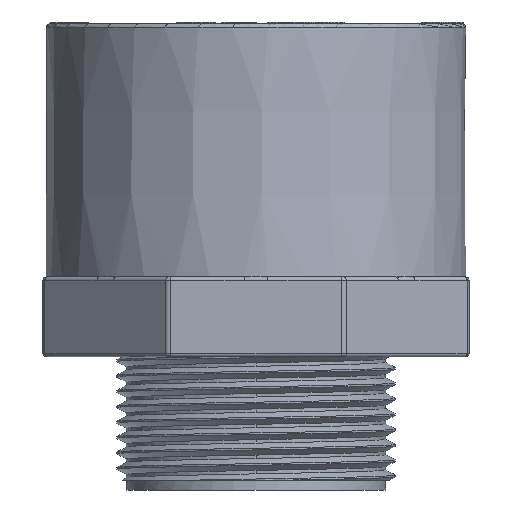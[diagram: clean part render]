
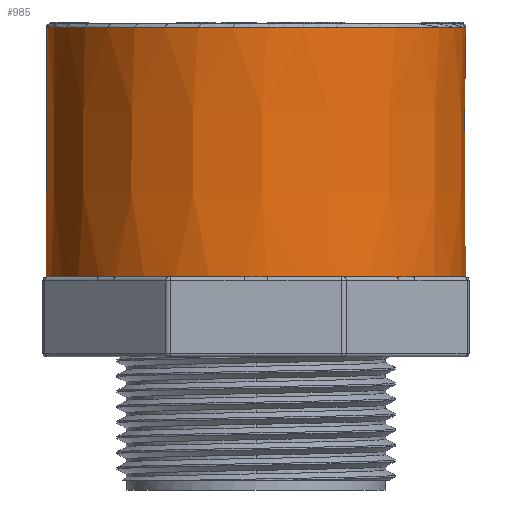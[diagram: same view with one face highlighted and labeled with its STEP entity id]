
A CAD part, left-side view. The second image highlights one B-rep face of the part: STEP entity #985.
In plain terms, the highlighted conical face has half-angle 0.075 degrees and reference radius 31.5 mm.
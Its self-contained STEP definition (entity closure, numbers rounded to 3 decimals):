
#55=CONICAL_SURFACE('',#15314,31.5,0.075);
#985=ADVANCED_FACE('',(#4264,#4265),#55,.T.);
#4155=CIRCLE('',#15269,31.55);
#4156=CIRCLE('',#15271,31.55);
#4157=CIRCLE('',#15272,31.55);
#4158=CIRCLE('',#15274,31.55);
#4159=CIRCLE('',#15275,31.55);
#4160=CIRCLE('',#15277,31.55);
#4161=CIRCLE('',#15278,31.55);
#4176=CIRCLE('',#15303,31.55);
#4177=CIRCLE('',#15304,31.55);
#4179=CIRCLE('',#15306,31.55);
#4180=CIRCLE('',#15307,31.55);
#4181=CIRCLE('',#15308,31.55);
#4182=CIRCLE('',#15309,31.55);
#4183=CIRCLE('',#15310,31.55);
#4184=CIRCLE('',#15311,31.55);
#4185=CIRCLE('',#15312,31.55);
#4186=CIRCLE('',#15313,31.501);
#4264=FACE_BOUND('',#4371,.T.);
#4265=FACE_BOUND('',#4372,.T.);
#4371=EDGE_LOOP('',(#5878,#5879,#5880,#5881,#5882,#5883,#5884,#5885,#5886,
#5887,#5888,#5889,#5890,#5891,#5892,#5893));
#4372=EDGE_LOOP('',(#5894));
#5878=ORIENTED_EDGE('',*,*,#12034,.F.);
#5879=ORIENTED_EDGE('',*,*,#12031,.F.);
#5880=ORIENTED_EDGE('',*,*,#12004,.F.);
#5881=ORIENTED_EDGE('',*,*,#12003,.F.);
#5882=ORIENTED_EDGE('',*,*,#12002,.F.);
#5883=ORIENTED_EDGE('',*,*,#12001,.F.);
#5884=ORIENTED_EDGE('',*,*,#12000,.F.);
#5885=ORIENTED_EDGE('',*,*,#11999,.F.);
#5886=ORIENTED_EDGE('',*,*,#11998,.F.);
#5887=ORIENTED_EDGE('',*,*,#12030,.F.);
#5888=ORIENTED_EDGE('',*,*,#12035,.F.);
#5889=ORIENTED_EDGE('',*,*,#12036,.F.);
#5890=ORIENTED_EDGE('',*,*,#12037,.F.);
#5891=ORIENTED_EDGE('',*,*,#12038,.F.);
#5892=ORIENTED_EDGE('',*,*,#12039,.F.);
#5893=ORIENTED_EDGE('',*,*,#12040,.F.);
#5894=ORIENTED_EDGE('',*,*,#12041,.T.);
#10402=VERTEX_POINT('',#22078);
#10403=VERTEX_POINT('',#22082);
#10408=VERTEX_POINT('',#22120);
#10409=VERTEX_POINT('',#22124);
#10412=VERTEX_POINT('',#22149);
#10418=VERTEX_POINT('',#22171);
#10425=VERTEX_POINT('',#22266);
#10426=VERTEX_POINT('',#22313);
#10440=VERTEX_POINT('',#24356);
#10441=VERTEX_POINT('',#24371);
#10443=VERTEX_POINT('',#24394);
#10444=VERTEX_POINT('',#24396);
#10445=VERTEX_POINT('',#24398);
#10446=VERTEX_POINT('',#24400);
#10447=VERTEX_POINT('',#24402);
#10448=VERTEX_POINT('',#24404);
#10449=VERTEX_POINT('',#24407);
#11998=EDGE_CURVE('',#10425,#10402,#4155,.T.);
#11999=EDGE_CURVE('',#10402,#10403,#4156,.T.);
#12000=EDGE_CURVE('',#10403,#10408,#4157,.T.);
#12001=EDGE_CURVE('',#10408,#10409,#4158,.T.);
#12002=EDGE_CURVE('',#10409,#10412,#4159,.T.);
#12003=EDGE_CURVE('',#10412,#10418,#4160,.T.);
#12004=EDGE_CURVE('',#10418,#10426,#4161,.T.);
#12030=EDGE_CURVE('',#10440,#10425,#4176,.T.);
#12031=EDGE_CURVE('',#10426,#10441,#4177,.T.);
#12034=EDGE_CURVE('',#10441,#10443,#4179,.T.);
#12035=EDGE_CURVE('',#10444,#10440,#4180,.T.);
#12036=EDGE_CURVE('',#10445,#10444,#4181,.T.);
#12037=EDGE_CURVE('',#10446,#10445,#4182,.T.);
#12038=EDGE_CURVE('',#10447,#10446,#4183,.T.);
#12039=EDGE_CURVE('',#10448,#10447,#4184,.T.);
#12040=EDGE_CURVE('',#10443,#10448,#4185,.T.);
#12041=EDGE_CURVE('',#10449,#10449,#4186,.T.);
#15269=AXIS2_PLACEMENT_3D('',#22267,#16306,#16307);
#15271=AXIS2_PLACEMENT_3D('',#22269,#16310,#16311);
#15272=AXIS2_PLACEMENT_3D('',#22282,#16312,#16313);
#15274=AXIS2_PLACEMENT_3D('',#22284,#16316,#16317);
#15275=AXIS2_PLACEMENT_3D('',#22297,#16318,#16319);
#15277=AXIS2_PLACEMENT_3D('',#22299,#16322,#16323);
#15278=AXIS2_PLACEMENT_3D('',#22312,#16324,#16325);
#15303=AXIS2_PLACEMENT_3D('',#24357,#16378,#16379);
#15304=AXIS2_PLACEMENT_3D('',#24370,#16380,#16381);
#15306=AXIS2_PLACEMENT_3D('',#24393,#16384,#16385);
#15307=AXIS2_PLACEMENT_3D('',#24395,#16386,#16387);
#15308=AXIS2_PLACEMENT_3D('',#24397,#16388,#16389);
#15309=AXIS2_PLACEMENT_3D('',#24399,#16390,#16391);
#15310=AXIS2_PLACEMENT_3D('',#24401,#16392,#16393);
#15311=AXIS2_PLACEMENT_3D('',#24403,#16394,#16395);
#15312=AXIS2_PLACEMENT_3D('',#24405,#16396,#16397);
#15313=AXIS2_PLACEMENT_3D('',#24406,#16398,#16399);
#15314=AXIS2_PLACEMENT_3D('',#24408,#16400,#16401);
#16306=DIRECTION('',(0.,0.,-1.));
#16307=DIRECTION('',(0.,1.,0.));
#16310=DIRECTION('',(0.,0.,-1.));
#16311=DIRECTION('',(0.,1.,0.));
#16312=DIRECTION('',(0.,0.,-1.));
#16313=DIRECTION('',(0.,1.,0.));
#16316=DIRECTION('',(0.,0.,-1.));
#16317=DIRECTION('',(0.,1.,0.));
#16318=DIRECTION('',(0.,0.,-1.));
#16319=DIRECTION('',(0.,1.,0.));
#16322=DIRECTION('',(0.,0.,-1.));
#16323=DIRECTION('',(0.,1.,0.));
#16324=DIRECTION('',(0.,0.,-1.));
#16325=DIRECTION('',(0.,1.,0.));
#16378=DIRECTION('',(0.,0.,-1.));
#16379=DIRECTION('',(0.,1.,0.));
#16380=DIRECTION('',(0.,0.,-1.));
#16381=DIRECTION('',(0.,1.,0.));
#16384=DIRECTION('',(0.,0.,-1.));
#16385=DIRECTION('',(0.,1.,0.));
#16386=DIRECTION('',(0.,0.,-1.));
#16387=DIRECTION('',(0.,1.,0.));
#16388=DIRECTION('',(0.,0.,-1.));
#16389=DIRECTION('',(0.,1.,0.));
#16390=DIRECTION('',(0.,0.,-1.));
#16391=DIRECTION('',(0.,1.,0.));
#16392=DIRECTION('',(0.,0.,-1.));
#16393=DIRECTION('',(0.,1.,0.));
#16394=DIRECTION('',(0.,0.,-1.));
#16395=DIRECTION('',(0.,1.,0.));
#16396=DIRECTION('',(0.,0.,-1.));
#16397=DIRECTION('',(0.,1.,0.));
#16398=DIRECTION('',(0.,0.,-1.));
#16399=DIRECTION('',(0.,-1.,0.));
#16400=DIRECTION('',(0.,0.,-1.));
#16401=DIRECTION('',(0.,1.,0.));
#22078=CARTESIAN_POINT('',(-35.982,678.029,-14.504));
#22082=CARTESIAN_POINT('',(-33.471,675.518,-14.504));
#22120=CARTESIAN_POINT('',(-25.5,656.276,-14.504));
#22124=CARTESIAN_POINT('',(-25.5,652.724,-14.504));
#22149=CARTESIAN_POINT('',(-33.471,633.482,-14.504));
#22171=CARTESIAN_POINT('',(-35.982,630.971,-14.504));
#22266=CARTESIAN_POINT('',(-55.224,686.,-14.504));
#22267=CARTESIAN_POINT('',(-57.,654.5,-14.504));
#22269=CARTESIAN_POINT('',(-57.,654.5,-14.504));
#22282=CARTESIAN_POINT('',(-57.,654.5,-14.504));
#22284=CARTESIAN_POINT('',(-57.,654.5,-14.504));
#22297=CARTESIAN_POINT('',(-57.,654.5,-14.504));
#22299=CARTESIAN_POINT('',(-57.,654.5,-14.504));
#22312=CARTESIAN_POINT('',(-57.,654.5,-14.504));
#22313=CARTESIAN_POINT('',(-55.224,623.,-14.504));
#24356=CARTESIAN_POINT('',(-58.776,686.,-14.504));
#24357=CARTESIAN_POINT('',(-57.,654.5,-14.504));
#24370=CARTESIAN_POINT('',(-57.,654.5,-14.504));
#24371=CARTESIAN_POINT('',(-58.776,623.,-14.504));
#24393=CARTESIAN_POINT('',(-57.,654.5,-14.504));
#24394=CARTESIAN_POINT('',(-78.018,630.971,-14.504));
#24395=CARTESIAN_POINT('',(-57.,654.5,-14.504));
#24396=CARTESIAN_POINT('',(-78.018,678.029,-14.504));
#24397=CARTESIAN_POINT('',(-57.,654.5,-14.504));
#24398=CARTESIAN_POINT('',(-80.529,675.518,-14.504));
#24399=CARTESIAN_POINT('',(-57.,654.5,-14.504));
#24400=CARTESIAN_POINT('',(-88.5,656.276,-14.504));
#24401=CARTESIAN_POINT('',(-57.,654.5,-14.504));
#24402=CARTESIAN_POINT('',(-88.5,652.724,-14.504));
#24403=CARTESIAN_POINT('',(-57.,654.5,-14.504));
#24404=CARTESIAN_POINT('',(-80.529,633.482,-14.504));
#24405=CARTESIAN_POINT('',(-57.,654.5,-14.504));
#24406=CARTESIAN_POINT('',(-57.,654.5,22.997));
#24407=CARTESIAN_POINT('',(-57.,622.999,22.997));
#24408=CARTESIAN_POINT('',(-57.,654.5,23.496));
